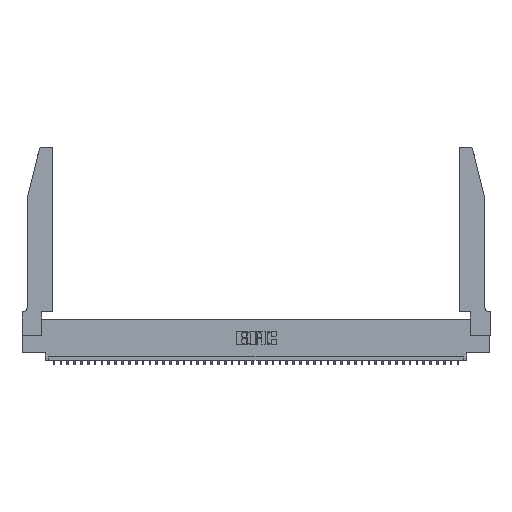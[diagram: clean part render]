
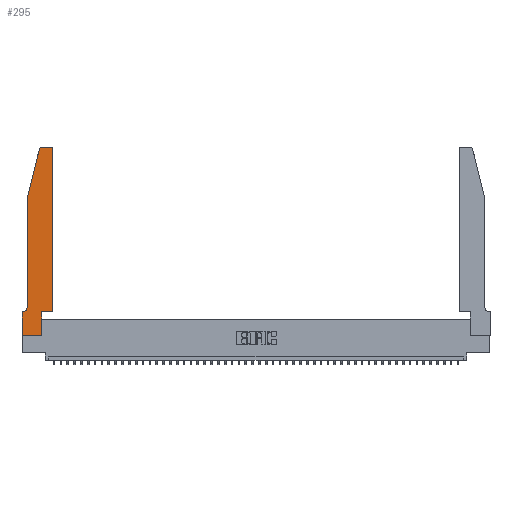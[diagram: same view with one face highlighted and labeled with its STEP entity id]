
A CAD part, top view. The second image highlights one B-rep face of the part: STEP entity #295.
In plain terms, the highlighted planar face has unit normal (0, 0, 1).
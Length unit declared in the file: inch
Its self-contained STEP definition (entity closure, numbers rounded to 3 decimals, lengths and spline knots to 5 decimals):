
#170 = ORIENTED_EDGE ( 'NONE', *, *, #27229, .T. ) ;
#295 = ADVANCED_FACE ( 'NONE', ( #23538 ), #40481, .T. ) ;
#1188 = CARTESIAN_POINT ( 'NONE',  ( 0.0055, 0.35, 0.37 ) ) ;
#2710 = CARTESIAN_POINT ( 'NONE',  ( 0.284, 2.75, 0.37 ) ) ;
#3062 = EDGE_CURVE ( 'NONE', #37158, #44802, #30223, .T. ) ;
#3384 = CARTESIAN_POINT ( 'NONE',  ( 0.4505, 0.35, 0.37 ) ) ;
#3680 = CARTESIAN_POINT ( 'NONE',  ( 0.4505, 0.35, 0.37 ) ) ;
#4046 = VERTEX_POINT ( 'NONE', #24775 ) ;
#4433 = EDGE_CURVE ( 'NONE', #44802, #33438, #24445, .T. ) ;
#4548 = DIRECTION ( 'NONE',  ( 0., -1., 0. ) ) ;
#4744 = ORIENTED_EDGE ( 'NONE', *, *, #45556, .T. ) ;
#5201 = DIRECTION ( 'NONE',  ( -1., 0., 0. ) ) ;
#5326 = VERTEX_POINT ( 'NONE', #33029 ) ;
#5574 = DIRECTION ( 'NONE',  ( 0., -1., 0. ) ) ;
#7233 = EDGE_CURVE ( 'NONE', #19020, #31585, #33940, .T. ) ;
#7524 = CARTESIAN_POINT ( 'NONE',  ( 0., 0.35, 0.37 ) ) ;
#7877 = CARTESIAN_POINT ( 'NONE',  ( 0., 0., 0.37 ) ) ;
#8704 = LINE ( 'NONE', #37190, #18470 ) ;
#9301 = CARTESIAN_POINT ( 'NONE',  ( 0., 0.35, 0.37 ) ) ;
#10163 = VECTOR ( 'NONE', #25229, 39.37008 ) ;
#10340 = CARTESIAN_POINT ( 'NONE',  ( 0.0755, 0.42, 0.37 ) ) ;
#10468 = LINE ( 'NONE', #7877, #44977 ) ;
#10681 = LINE ( 'NONE', #47493, #19235 ) ;
#11615 = EDGE_CURVE ( 'NONE', #31585, #14698, #10681, .T. ) ;
#11975 = DIRECTION ( 'NONE',  ( -0.239, -0.971, 0. ) ) ;
#12091 = CARTESIAN_POINT ( 'NONE',  ( 0.2865, 0.35, 0.37 ) ) ;
#12178 = ORIENTED_EDGE ( 'NONE', *, *, #30523, .T. ) ;
#12203 = CARTESIAN_POINT ( 'NONE',  ( 0.284, 2.72, 0.37 ) ) ;
#12349 = EDGE_CURVE ( 'NONE', #33438, #41613, #41131, .T. ) ;
#13200 = CARTESIAN_POINT ( 'NONE',  ( 0.4205, 2.72, 0.37 ) ) ;
#14321 = LINE ( 'NONE', #21725, #30384 ) ;
#14619 = VECTOR ( 'NONE', #11975, 39.37008 ) ;
#14698 = VERTEX_POINT ( 'NONE', #15592 ) ;
#15014 = LINE ( 'NONE', #30857, #21373 ) ;
#15592 = CARTESIAN_POINT ( 'NONE',  ( 0.4505, 2.72, 0.37 ) ) ;
#16758 = EDGE_CURVE ( 'NONE', #4046, #5326, #10468, .T. ) ;
#17361 = DIRECTION ( 'NONE',  ( 0., 0., 1. ) ) ;
#17440 = CARTESIAN_POINT ( 'NONE',  ( 0.2605, 2.75, 0.37 ) ) ;
#18022 = CARTESIAN_POINT ( 'NONE',  ( 0.25487, 2.72718, 0.37 ) ) ;
#18282 = CARTESIAN_POINT ( 'NONE',  ( 0.4205, 2.75, 0.37 ) ) ;
#18470 = VECTOR ( 'NONE', #40894, 39.37008 ) ;
#19020 = VERTEX_POINT ( 'NONE', #12091 ) ;
#19133 = DIRECTION ( 'NONE',  ( 1., 0., 0. ) ) ;
#19235 = VECTOR ( 'NONE', #26331, 39.37008 ) ;
#19548 = VECTOR ( 'NONE', #5574, 39.37008 ) ;
#20144 = CARTESIAN_POINT ( 'NONE',  ( 0.0055, 0.42, 0.37 ) ) ;
#21373 = VECTOR ( 'NONE', #4548, 39.37008 ) ;
#21725 = CARTESIAN_POINT ( 'NONE',  ( 0.0755, 0.35, 0.37 ) ) ;
#22877 = VERTEX_POINT ( 'NONE', #1188 ) ;
#23089 = CARTESIAN_POINT ( 'NONE',  ( 0.0755, 2., 0.37 ) ) ;
#23501 = LINE ( 'NONE', #42555, #19548 ) ;
#23538 = FACE_OUTER_BOUND ( 'NONE', #44654, .T. ) ;
#23968 = DIRECTION ( 'NONE',  ( 0., 0., -1. ) ) ;
#24154 = VECTOR ( 'NONE', #47188, 39.37008 ) ;
#24445 = CIRCLE ( 'NONE', #44168, 0.03 ) ;
#24606 = ORIENTED_EDGE ( 'NONE', *, *, #29599, .T. ) ;
#24775 = CARTESIAN_POINT ( 'NONE',  ( 0., 0., 0.37 ) ) ;
#24961 = ORIENTED_EDGE ( 'NONE', *, *, #4433, .T. ) ;
#25229 = DIRECTION ( 'NONE',  ( -1., 0., 0. ) ) ;
#26169 = DIRECTION ( 'NONE',  ( 1., 0., 0. ) ) ;
#26331 = DIRECTION ( 'NONE',  ( 0., 1., 0. ) ) ;
#26693 = ORIENTED_EDGE ( 'NONE', *, *, #16758, .T. ) ;
#26766 = VERTEX_POINT ( 'NONE', #10340 ) ;
#27229 = EDGE_CURVE ( 'NONE', #26766, #22877, #30210, .T. ) ;
#29599 = EDGE_CURVE ( 'NONE', #5326, #19020, #8704, .T. ) ;
#30210 = CIRCLE ( 'NONE', #32265, 0.07 ) ;
#30223 = LINE ( 'NONE', #17440, #10163 ) ;
#30374 = ORIENTED_EDGE ( 'NONE', *, *, #12349, .T. ) ;
#30384 = VECTOR ( 'NONE', #32689, 39.37008 ) ;
#30523 = EDGE_CURVE ( 'NONE', #41613, #26766, #23501, .T. ) ;
#30843 = ORIENTED_EDGE ( 'NONE', *, *, #43902, .T. ) ;
#30857 = CARTESIAN_POINT ( 'NONE',  ( 0., 0., 0.37 ) ) ;
#31585 = VERTEX_POINT ( 'NONE', #3680 ) ;
#32265 = AXIS2_PLACEMENT_3D ( 'NONE', #20144, #23968, #5201 ) ;
#32689 = DIRECTION ( 'NONE',  ( -1., 0., 0. ) ) ;
#33029 = CARTESIAN_POINT ( 'NONE',  ( 0.2865, 0., 0.37 ) ) ;
#33438 = VERTEX_POINT ( 'NONE', #18022 ) ;
#33940 = LINE ( 'NONE', #3384, #24154 ) ;
#34163 = CARTESIAN_POINT ( 'NONE',  ( 0.0755, 2., 0.37 ) ) ;
#34834 = DIRECTION ( 'NONE',  ( 1., 0., 0. ) ) ;
#34943 = AXIS2_PLACEMENT_3D ( 'NONE', #13200, #17361, #38949 ) ;
#35145 = EDGE_CURVE ( 'NONE', #14698, #37158, #39928, .T. ) ;
#37158 = VERTEX_POINT ( 'NONE', #18282 ) ;
#37190 = CARTESIAN_POINT ( 'NONE',  ( 0.2865, 0.35, 0.37 ) ) ;
#37316 = ORIENTED_EDGE ( 'NONE', *, *, #7233, .T. ) ;
#37649 = ORIENTED_EDGE ( 'NONE', *, *, #3062, .T. ) ;
#38949 = DIRECTION ( 'NONE',  ( 1., 0., 0. ) ) ;
#39928 = CIRCLE ( 'NONE', #34943, 0.03 ) ;
#40481 = PLANE ( 'NONE',  #46515 ) ;
#40894 = DIRECTION ( 'NONE',  ( 0., 1., 0. ) ) ;
#41131 = LINE ( 'NONE', #34163, #14619 ) ;
#41613 = VERTEX_POINT ( 'NONE', #23089 ) ;
#41664 = DIRECTION ( 'NONE',  ( 0., 0., 1. ) ) ;
#42555 = CARTESIAN_POINT ( 'NONE',  ( 0.0755, 2., 0.37 ) ) ;
#42886 = VERTEX_POINT ( 'NONE', #9301 ) ;
#43902 = EDGE_CURVE ( 'NONE', #42886, #4046, #15014, .T. ) ;
#44168 = AXIS2_PLACEMENT_3D ( 'NONE', #12203, #41664, #19133 ) ;
#44646 = DIRECTION ( 'NONE',  ( 0., 0., 1. ) ) ;
#44654 = EDGE_LOOP ( 'NONE', ( #37649, #24961, #30374, #12178, #170, #4744, #30843, #26693, #24606, #37316, #47040, #45737 ) ) ;
#44802 = VERTEX_POINT ( 'NONE', #2710 ) ;
#44977 = VECTOR ( 'NONE', #26169, 39.37008 ) ;
#45556 = EDGE_CURVE ( 'NONE', #22877, #42886, #14321, .T. ) ;
#45737 = ORIENTED_EDGE ( 'NONE', *, *, #35145, .T. ) ;
#46515 = AXIS2_PLACEMENT_3D ( 'NONE', #7524, #44646, #34834 ) ;
#47040 = ORIENTED_EDGE ( 'NONE', *, *, #11615, .T. ) ;
#47188 = DIRECTION ( 'NONE',  ( 1., 0., 0. ) ) ;
#47493 = CARTESIAN_POINT ( 'NONE',  ( 0.4505, 0.35, 0.37 ) ) ;
